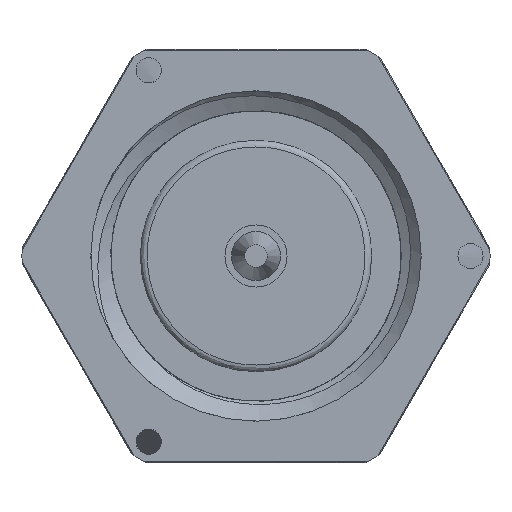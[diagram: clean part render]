
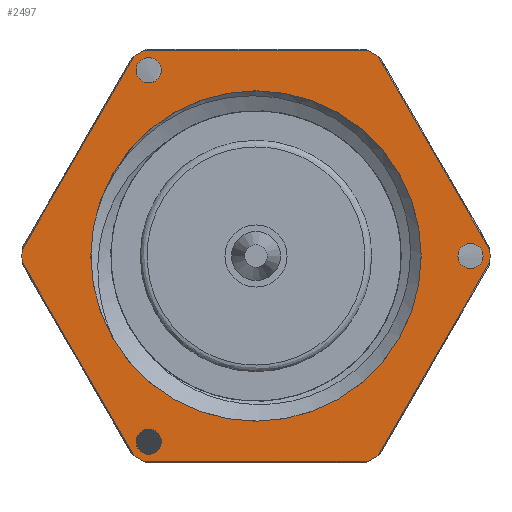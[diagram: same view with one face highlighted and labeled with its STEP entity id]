
A CAD part, front view. The second image highlights one B-rep face of the part: STEP entity #2497.
In plain terms, the highlighted planar face has unit normal (0, -1, 0).
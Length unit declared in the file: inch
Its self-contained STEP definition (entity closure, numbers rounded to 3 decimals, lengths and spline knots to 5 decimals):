
#17 = CARTESIAN_POINT ( 'NONE',  ( -1.64035, -0.46, -0.1555 ) ) ;
#24 = EDGE_LOOP ( 'NONE', ( #255, #726, #1449, #1606, #3101, #1438, #714, #245, #2623, #621, #1196, #2065 ) ) ;
#27 = AXIS2_PLACEMENT_3D ( 'NONE', #224, #2583, #698 ) ;
#36 = VERTEX_POINT ( 'NONE', #2357 ) ;
#41 = EDGE_LOOP ( 'NONE', ( #1454 ) ) ;
#49 = EDGE_CURVE ( 'NONE', #1921, #1921, #683, .T. ) ;
#108 = CARTESIAN_POINT ( 'NONE',  ( -1.79792, -0.46, 0.1453 ) ) ;
#143 = VERTEX_POINT ( 'NONE', #1602 ) ;
#169 = CARTESIAN_POINT ( 'NONE',  ( -1.80615, -0.46, -0.14055 ) ) ;
#175 = DIRECTION ( 'NONE',  ( -0.5, 0., 0.866 ) ) ;
#178 = CARTESIAN_POINT ( 'NONE',  ( -1.90199, -0.46, -0.00444 ) ) ;
#199 = VERTEX_POINT ( 'NONE', #17 ) ;
#206 = EDGE_CURVE ( 'NONE', #2387, #821, #3094, .T. ) ;
#221 = DIRECTION ( 'NONE',  ( 0., 0., -1. ) ) ;
#224 = CARTESIAN_POINT ( 'NONE',  ( -1.725, -0.46, 0. ) ) ;
#245 = ORIENTED_EDGE ( 'NONE', *, *, #1487, .T. ) ;
#255 = ORIENTED_EDGE ( 'NONE', *, *, #1666, .F. ) ;
#304 = CARTESIAN_POINT ( 'NONE',  ( -1.725, -0.46, 0. ) ) ;
#331 = VECTOR ( 'NONE', #1875, 39.37008 ) ;
#400 = EDGE_CURVE ( 'NONE', #1905, #2721, #641, .T. ) ;
#426 = DIRECTION ( 'NONE',  ( 0., -1., 0. ) ) ;
#467 = CARTESIAN_POINT ( 'NONE',  ( -1.725, -0.46, 0. ) ) ;
#476 = CARTESIAN_POINT ( 'NONE',  ( -1.54801, -0.46, 0.00444 ) ) ;
#489 = VECTOR ( 'NONE', #175, 39.37008 ) ;
#523 = DIRECTION ( 'NONE',  ( 0., -1., 0. ) ) ;
#534 = VERTEX_POINT ( 'NONE', #2264 ) ;
#566 = DIRECTION ( 'NONE',  ( 0., 0., -1. ) ) ;
#621 = ORIENTED_EDGE ( 'NONE', *, *, #700, .T. ) ;
#641 = LINE ( 'NONE', #2317, #489 ) ;
#677 = DIRECTION ( 'NONE',  ( -1., 0., 0. ) ) ;
#683 = CIRCLE ( 'NONE', #2083, 0.0095 ) ;
#695 = CARTESIAN_POINT ( 'NONE',  ( -1.90199, -0.46, 0.00444 ) ) ;
#698 = DIRECTION ( 'NONE',  ( 0., 0., -1. ) ) ;
#700 = EDGE_CURVE ( 'NONE', #2387, #2721, #935, .T. ) ;
#714 = ORIENTED_EDGE ( 'NONE', *, *, #2518, .F. ) ;
#726 = ORIENTED_EDGE ( 'NONE', *, *, #769, .T. ) ;
#736 = LINE ( 'NONE', #969, #1482 ) ;
#765 = DIRECTION ( 'NONE',  ( 1., 0., 0. ) ) ;
#769 = EDGE_CURVE ( 'NONE', #199, #534, #3091, .T. ) ;
#776 = CIRCLE ( 'NONE', #977, 0.125 ) ;
#821 = VERTEX_POINT ( 'NONE', #2293 ) ;
#914 = CARTESIAN_POINT ( 'NONE',  ( -1.56271, -0.46, 0. ) ) ;
#927 = CARTESIAN_POINT ( 'NONE',  ( -1.63522, -0.46, -0.1555 ) ) ;
#935 = CIRCLE ( 'NONE', #2132, 0.17705 ) ;
#969 = CARTESIAN_POINT ( 'NONE',  ( -1.81478, -0.46, 0.1555 ) ) ;
#977 = AXIS2_PLACEMENT_3D ( 'NONE', #1615, #1895, #1370 ) ;
#999 = CARTESIAN_POINT ( 'NONE',  ( -1.90456, -0.46, 0. ) ) ;
#1060 = VERTEX_POINT ( 'NONE', #1796 ) ;
#1124 = EDGE_CURVE ( 'NONE', #1312, #1312, #1186, .T. ) ;
#1149 = CARTESIAN_POINT ( 'NONE',  ( -1.81734, -0.46, -0.15106 ) ) ;
#1153 = DIRECTION ( 'NONE',  ( 0., -1., 0. ) ) ;
#1184 = DIRECTION ( 'NONE',  ( 0., -1., 0. ) ) ;
#1186 = CIRCLE ( 'NONE', #1886, 0.0095 ) ;
#1196 = ORIENTED_EDGE ( 'NONE', *, *, #400, .F. ) ;
#1200 = VERTEX_POINT ( 'NONE', #1669 ) ;
#1201 = DIRECTION ( 'NONE',  ( 0.866, 0., 0.5 ) ) ;
#1216 = EDGE_CURVE ( 'NONE', #1298, #36, #1974, .T. ) ;
#1221 = CARTESIAN_POINT ( 'NONE',  ( -1.81437, -0.46, -0.1358 ) ) ;
#1223 = FACE_OUTER_BOUND ( 'NONE', #24, .T. ) ;
#1235 = EDGE_CURVE ( 'NONE', #1200, #1581, #2585, .T. ) ;
#1269 = FACE_BOUND ( 'NONE', #1688, .T. ) ;
#1272 = CARTESIAN_POINT ( 'NONE',  ( -1.725, -0.46, 0. ) ) ;
#1298 = VERTEX_POINT ( 'NONE', #2197 ) ;
#1312 = VERTEX_POINT ( 'NONE', #108 ) ;
#1370 = DIRECTION ( 'NONE',  ( 0.5, 0., 0.866 ) ) ;
#1412 = DIRECTION ( 'NONE',  ( 0., 0., -1. ) ) ;
#1414 = VERTEX_POINT ( 'NONE', #1758 ) ;
#1418 = DIRECTION ( 'NONE',  ( 0., -1., 0. ) ) ;
#1426 = DIRECTION ( 'NONE',  ( 0., -1., 0. ) ) ;
#1438 = ORIENTED_EDGE ( 'NONE', *, *, #1216, .T. ) ;
#1449 = ORIENTED_EDGE ( 'NONE', *, *, #2945, .F. ) ;
#1451 = DIRECTION ( 'NONE',  ( 0., 0., -1. ) ) ;
#1454 = ORIENTED_EDGE ( 'NONE', *, *, #1658, .F. ) ;
#1476 = FACE_BOUND ( 'NONE', #3048, .T. ) ;
#1480 = AXIS2_PLACEMENT_3D ( 'NONE', #914, #1426, #221 ) ;
#1482 = VECTOR ( 'NONE', #765, 39.37008 ) ;
#1487 = EDGE_CURVE ( 'NONE', #143, #821, #2426, .T. ) ;
#1505 = DIRECTION ( 'NONE',  ( 0.5, 0., 0.866 ) ) ;
#1540 = CARTESIAN_POINT ( 'NONE',  ( -1.725, -0.46, 0. ) ) ;
#1562 = CARTESIAN_POINT ( 'NONE',  ( -1.6625, -0.46, 0.10825 ) ) ;
#1581 = VERTEX_POINT ( 'NONE', #476 ) ;
#1602 = CARTESIAN_POINT ( 'NONE',  ( -1.80965, -0.46, 0.1555 ) ) ;
#1606 = ORIENTED_EDGE ( 'NONE', *, *, #1235, .T. ) ;
#1615 = CARTESIAN_POINT ( 'NONE',  ( -1.725, -0.46, 0. ) ) ;
#1625 = CARTESIAN_POINT ( 'NONE',  ( -1.80615, -0.46, 0.14055 ) ) ;
#1629 = VECTOR ( 'NONE', #677, 39.37008 ) ;
#1644 = EDGE_CURVE ( 'NONE', #1905, #1414, #2477, .T. ) ;
#1656 = DIRECTION ( 'NONE',  ( 0., 0., -1. ) ) ;
#1658 = EDGE_CURVE ( 'NONE', #1060, #1060, #2936, .T. ) ;
#1664 = LINE ( 'NONE', #927, #1629 ) ;
#1666 = EDGE_CURVE ( 'NONE', #199, #1414, #1664, .T. ) ;
#1669 = CARTESIAN_POINT ( 'NONE',  ( -1.54801, -0.46, -0.00444 ) ) ;
#1688 = EDGE_LOOP ( 'NONE', ( #2062 ) ) ;
#1712 = DIRECTION ( 'NONE',  ( 0., -1., 0. ) ) ;
#1756 = FACE_BOUND ( 'NONE', #2399, .T. ) ;
#1758 = CARTESIAN_POINT ( 'NONE',  ( -1.80965, -0.46, -0.1555 ) ) ;
#1775 = AXIS2_PLACEMENT_3D ( 'NONE', #467, #1184, #1656 ) ;
#1796 = CARTESIAN_POINT ( 'NONE',  ( -1.56271, -0.46, -0.0095 ) ) ;
#1875 = DIRECTION ( 'NONE',  ( 0.5, 0., -0.866 ) ) ;
#1886 = AXIS2_PLACEMENT_3D ( 'NONE', #1625, #1418, #1201 ) ;
#1895 = DIRECTION ( 'NONE',  ( 0., 1., 0. ) ) ;
#1901 = LINE ( 'NONE', #2646, #331 ) ;
#1905 = VERTEX_POINT ( 'NONE', #1149 ) ;
#1921 = VERTEX_POINT ( 'NONE', #1221 ) ;
#1936 = DIRECTION ( 'NONE',  ( -0.5, 0., -0.866 ) ) ;
#1974 = CIRCLE ( 'NONE', #27, 0.17705 ) ;
#1976 = VECTOR ( 'NONE', #1505, 39.37008 ) ;
#2048 = ORIENTED_EDGE ( 'NONE', *, *, #49, .F. ) ;
#2062 = ORIENTED_EDGE ( 'NONE', *, *, #1124, .F. ) ;
#2065 = ORIENTED_EDGE ( 'NONE', *, *, #1644, .T. ) ;
#2083 = AXIS2_PLACEMENT_3D ( 'NONE', #169, #426, #3019 ) ;
#2104 = CARTESIAN_POINT ( 'NONE',  ( -1.725, -0.46, 0. ) ) ;
#2132 = AXIS2_PLACEMENT_3D ( 'NONE', #1272, #523, #2644 ) ;
#2159 = FACE_BOUND ( 'NONE', #41, .T. ) ;
#2197 = CARTESIAN_POINT ( 'NONE',  ( -1.63266, -0.46, 0.15106 ) ) ;
#2246 = DIRECTION ( 'NONE',  ( 0., -1., 0. ) ) ;
#2264 = CARTESIAN_POINT ( 'NONE',  ( -1.63266, -0.46, -0.15106 ) ) ;
#2286 = VERTEX_POINT ( 'NONE', #1562 ) ;
#2289 = EDGE_CURVE ( 'NONE', #1298, #1581, #1901, .T. ) ;
#2293 = CARTESIAN_POINT ( 'NONE',  ( -1.81734, -0.46, 0.15106 ) ) ;
#2317 = CARTESIAN_POINT ( 'NONE',  ( -1.81478, -0.46, -0.1555 ) ) ;
#2357 = CARTESIAN_POINT ( 'NONE',  ( -1.64035, -0.46, 0.1555 ) ) ;
#2382 = AXIS2_PLACEMENT_3D ( 'NONE', #304, #1712, #1451 ) ;
#2387 = VERTEX_POINT ( 'NONE', #695 ) ;
#2399 = EDGE_LOOP ( 'NONE', ( #2883 ) ) ;
#2413 = CARTESIAN_POINT ( 'NONE',  ( 0., -0.46, 0. ) ) ;
#2426 = CIRCLE ( 'NONE', #2786, 0.17705 ) ;
#2429 = PLANE ( 'NONE',  #2430 ) ;
#2430 = AXIS2_PLACEMENT_3D ( 'NONE', #2413, #2716, #566 ) ;
#2477 = CIRCLE ( 'NONE', #2983, 0.17705 ) ;
#2480 = DIRECTION ( 'NONE',  ( 0., 0., -1. ) ) ;
#2497 = ADVANCED_FACE ( 'NONE', ( #1756, #2159, #1476, #1269, #1223 ), #2429, .T. ) ;
#2518 = EDGE_CURVE ( 'NONE', #143, #36, #736, .T. ) ;
#2583 = DIRECTION ( 'NONE',  ( 0., -1., 0. ) ) ;
#2585 = CIRCLE ( 'NONE', #1775, 0.17705 ) ;
#2623 = ORIENTED_EDGE ( 'NONE', *, *, #206, .F. ) ;
#2634 = CARTESIAN_POINT ( 'NONE',  ( -1.54544, -0.46, 0. ) ) ;
#2644 = DIRECTION ( 'NONE',  ( 0., 0., -1. ) ) ;
#2646 = CARTESIAN_POINT ( 'NONE',  ( -1.63522, -0.46, 0.1555 ) ) ;
#2716 = DIRECTION ( 'NONE',  ( 0., -1., 0. ) ) ;
#2721 = VERTEX_POINT ( 'NONE', #178 ) ;
#2786 = AXIS2_PLACEMENT_3D ( 'NONE', #1540, #2246, #2480 ) ;
#2853 = EDGE_CURVE ( 'NONE', #2286, #2286, #776, .T. ) ;
#2883 = ORIENTED_EDGE ( 'NONE', *, *, #2853, .T. ) ;
#2902 = LINE ( 'NONE', #2634, #3038 ) ;
#2936 = CIRCLE ( 'NONE', #1480, 0.0095 ) ;
#2945 = EDGE_CURVE ( 'NONE', #1200, #534, #2902, .T. ) ;
#2983 = AXIS2_PLACEMENT_3D ( 'NONE', #2104, #1153, #1412 ) ;
#3019 = DIRECTION ( 'NONE',  ( -0.866, 0., 0.5 ) ) ;
#3038 = VECTOR ( 'NONE', #1936, 39.37008 ) ;
#3048 = EDGE_LOOP ( 'NONE', ( #2048 ) ) ;
#3091 = CIRCLE ( 'NONE', #2382, 0.17705 ) ;
#3094 = LINE ( 'NONE', #999, #1976 ) ;
#3101 = ORIENTED_EDGE ( 'NONE', *, *, #2289, .F. ) ;
